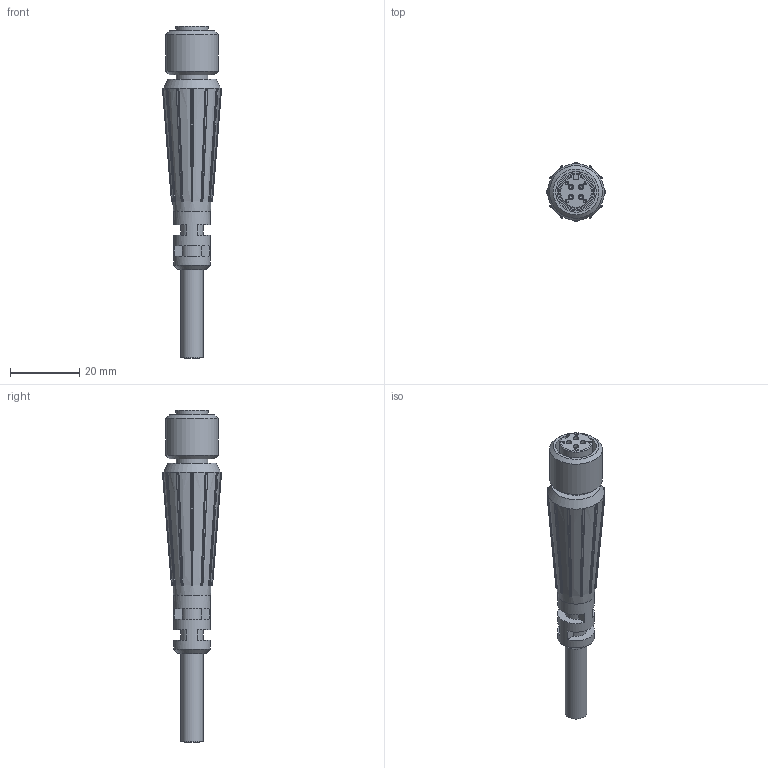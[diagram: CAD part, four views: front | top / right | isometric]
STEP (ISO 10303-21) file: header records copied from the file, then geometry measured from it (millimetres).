
FILE_DESCRIPTION(/* description */ (''),/* implementation_level */ '2;1');
FILE_NAME(/* name */ 'J4C.stp',/* time_stamp */ '2017-05-04T14:54:20-04:00',/* author */ ('aneininger'),/* organization */ (''),/* preprocessor_version */ 'ST-DEVELOPER v16.5',/* originating_system */ 'Autodesk Inventor 2017',/* authorisation */ '');
FILE_SCHEMA (('AUTOMOTIVE_DESIGN { 1 0 10303 214 3 1 1 }'));
Length unit declared in the file: inch
Products named in the file (1): J4C
Bounding box: 17.1 x 17.1 x 95.78 mm (x, y, z)
Volume: 9691.7 mm3; surface area: 5215.3 mm2
Topology: 1 solids, 1 shells, 576 faces, 1163 edges, 678 vertices
Faces by surface type: plane 236, cylinder 213, bspline 63, cone 38, torus 26
Full cylindrical faces by diameter (mm): 0.128 x19, 0.203 x48, 1.143 x4, 1.575 x4, 3.937 x1, 4.445 x1, 4.572 x1, 6.35 x1, 9.144 x1, 9.423 x1, 9.677 x1, 10.668 x1, 10.795 x1, 11.709 x1, 12.7 x1, 15.24 x1
Entity records: 16575 total; most frequent: CARTESIAN_POINT 4254, DIRECTION 2477, ORIENTED_EDGE 2284, EDGE_CURVE 1069, AXIS2_PLACEMENT_3D 1067, EDGE_LOOP 747, VERTEX_POINT 664, STYLED_ITEM 577
